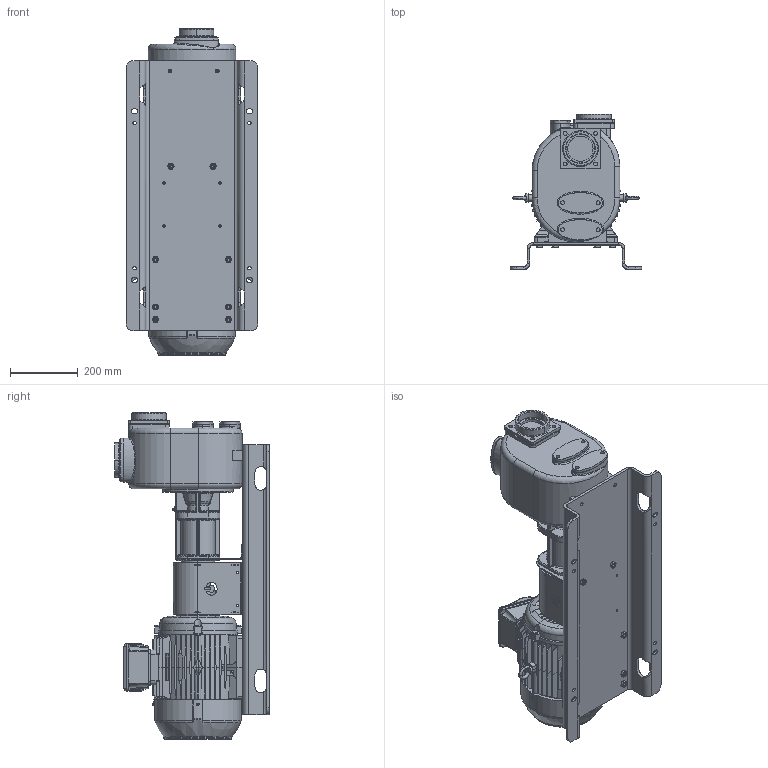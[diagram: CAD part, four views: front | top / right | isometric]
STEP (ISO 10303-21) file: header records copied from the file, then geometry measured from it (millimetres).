
FILE_DESCRIPTION((''),'2;1');
FILE_NAME('S_80_BIT52','2019-12-13T15:52:22',('Nicola'),(''),'CREO PARAMETRIC BY PTC INC, 2019224','CREO PARAMETRIC BY PTC INC, 2019224','');
FILE_SCHEMA(('CONFIG_CONTROL_DESIGN'));
Products named in the file (1): S_80_BIT52
Bounding box: 390 x 459 x 966.5 mm (x, y, z)
Volume: 39155523.9 mm3; surface area: 2363183.9 mm2
Topology: 2 solids, 2 shells, 3831 faces, 9791 edges, 6227 vertices
Faces by surface type: plane 2445, cylinder 622, cone 407, bspline 182, torus 158, sphere 11, extrusion 6
Entity records: 146265 total; most frequent: CARTESIAN_POINT 55345, ORIENTED_EDGE 19550, DIRECTION 17575, EDGE_CURVE 9775, VERTEX_POINT 6227, VECTOR 6085, LINE 6079, AXIS2_PLACEMENT_3D 5745
